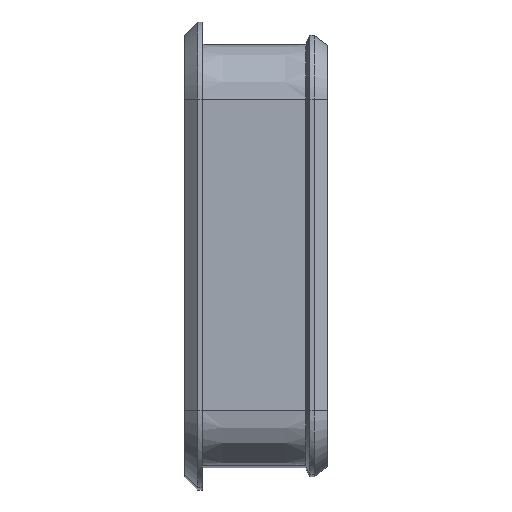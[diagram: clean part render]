
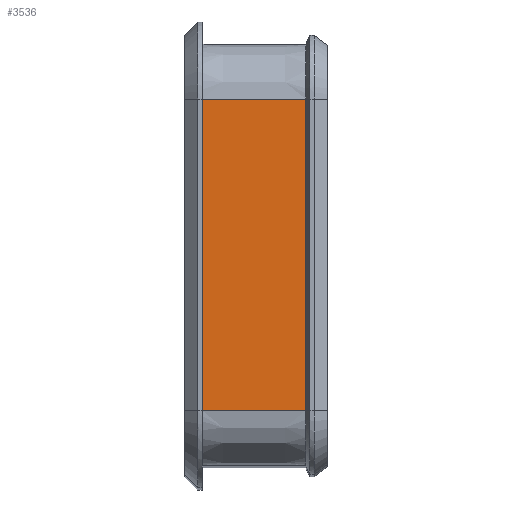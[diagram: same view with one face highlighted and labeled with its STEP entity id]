
A CAD part, top view. The second image highlights one B-rep face of the part: STEP entity #3536.
In plain terms, the highlighted planar face has unit normal (0, 0, 1).
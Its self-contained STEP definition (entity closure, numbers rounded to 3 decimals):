
#3179=CARTESIAN_POINT('Vertex',(6231.412,-846.385,2237.95)) ;
#3198=CARTESIAN_POINT('Line Origine',(6231.412,-828.735,2237.95)) ;
#3202=CARTESIAN_POINT('Vertex',(6231.412,-811.085,2237.95)) ;
#3506=CARTESIAN_POINT('Axis2P3D Location',(6219.678,-846.385,2237.95)) ;
#3511=CARTESIAN_POINT('Line Origine',(6225.545,-811.085,2237.95)) ;
#3515=CARTESIAN_POINT('Vertex',(6219.678,-811.085,2237.95)) ;
#3518=CARTESIAN_POINT('Line Origine',(6219.678,-828.735,2237.95)) ;
#3522=CARTESIAN_POINT('Vertex',(6219.678,-846.385,2237.95)) ;
#3525=CARTESIAN_POINT('Line Origine',(6225.545,-846.385,2237.95)) ;
#3200=VECTOR('Line Direction',#3199,1.) ;
#3513=VECTOR('Line Direction',#3512,1.) ;
#3520=VECTOR('Line Direction',#3519,1.) ;
#3527=VECTOR('Line Direction',#3526,1.) ;
#3199=DIRECTION('Vector Direction',(0.,-1.,0.)) ;
#3507=DIRECTION('Axis2P3D Direction',(0.,0.,-1.)) ;
#3508=DIRECTION('Axis2P3D XDirection',(0.,1.,0.)) ;
#3512=DIRECTION('Vector Direction',(1.,0.,0.)) ;
#3519=DIRECTION('Vector Direction',(0.,1.,0.)) ;
#3526=DIRECTION('Vector Direction',(1.,0.,0.)) ;
#3509=AXIS2_PLACEMENT_3D('Plane Axis2P3D',#3506,#3507,#3508) ;
#3201=LINE('Line',#3198,#3200) ;
#3514=LINE('Line',#3511,#3513) ;
#3521=LINE('Line',#3518,#3520) ;
#3528=LINE('Line',#3525,#3527) ;
#3510=PLANE('',#3509) ;
#3204=EDGE_CURVE('',#3203,#3180,#3201,.T.) ;
#3517=EDGE_CURVE('',#3516,#3203,#3514,.T.) ;
#3524=EDGE_CURVE('',#3523,#3516,#3521,.T.) ;
#3529=EDGE_CURVE('',#3523,#3180,#3528,.T.) ;
#3530=EDGE_LOOP('',(#3531,#3532,#3533,#3534)) ;
#3531=ORIENTED_EDGE('',*,*,#3204,.F.) ;
#3532=ORIENTED_EDGE('',*,*,#3517,.F.) ;
#3533=ORIENTED_EDGE('',*,*,#3524,.F.) ;
#3534=ORIENTED_EDGE('',*,*,#3529,.T.) ;
#3180=VERTEX_POINT('',#3179) ;
#3203=VERTEX_POINT('',#3202) ;
#3516=VERTEX_POINT('',#3515) ;
#3523=VERTEX_POINT('',#3522) ;
#3536=ADVANCED_FACE('Access Cover, Wheel Well Panel (3D Printed)',(#3535),#3510,.F.) ;
#3535=FACE_OUTER_BOUND('',#3530,.T.) ;
